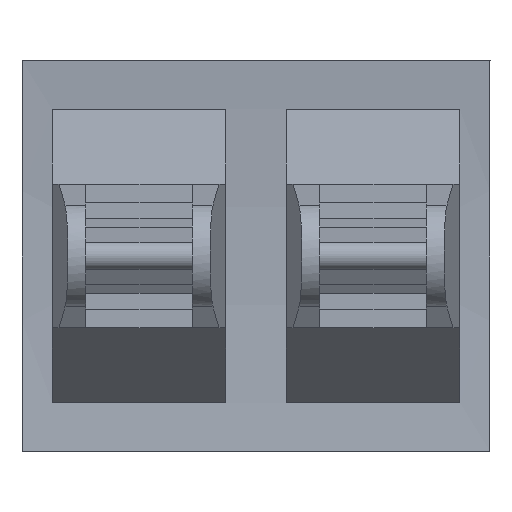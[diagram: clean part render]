
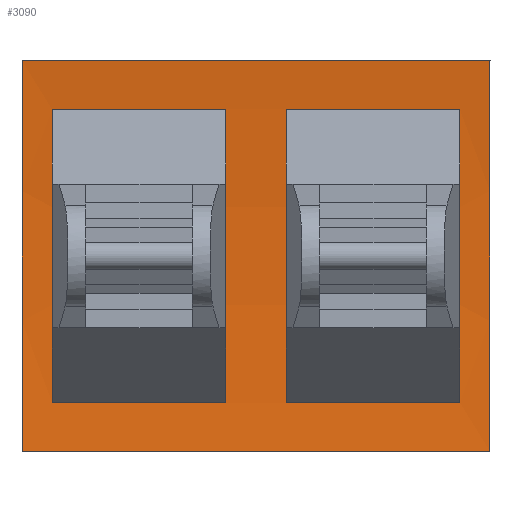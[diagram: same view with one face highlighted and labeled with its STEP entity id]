
A CAD part, front view. The second image highlights one B-rep face of the part: STEP entity #3090.
In plain terms, the highlighted cylindrical face has radius 77.2 mm (diameter 154.4 mm), a partial arc.
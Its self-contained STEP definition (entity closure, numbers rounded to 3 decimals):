
#1610=CARTESIAN_POINT('',(-40.546,32.604,
-176.66));
#1620=VERTEX_POINT('',#1610);
#1650=CARTESIAN_POINT('',(-35.441,109.635,
-176.66));
#1660=DIRECTION('',(0.,0.,-1.));
#1670=DIRECTION('',(1.,0.,0.));
#1680=AXIS2_PLACEMENT_3D('',#1650,#1660,#1670);
#1690=CIRCLE('',#1680,77.2);
#1700=CARTESIAN_POINT('',(-30.336,32.604,
-176.66));
#1710=VERTEX_POINT('',#1700);
#1720=EDGE_CURVE('',#1710,#1620,#1690,.T.);
#2060=CARTESIAN_POINT('',(-35.441,109.635,
-177.71));
#2070=DIRECTION('',(0.,0.,-1.));
#2080=DIRECTION('',(1.,0.,0.));
#2090=AXIS2_PLACEMENT_3D('',#2060,#2070,#2080);
#2100=CYLINDRICAL_SURFACE('',#2090,77.2);
#2110=CARTESIAN_POINT('',(-40.546,32.604,
-177.71));
#2120=DIRECTION('',(0.,0.,-1.));
#2130=VECTOR('',#2120,1.);
#2140=LINE('',#2110,#2130);
#2150=CARTESIAN_POINT('',(-40.546,32.604,
-170.61));
#2160=VERTEX_POINT('',#2150);
#2170=EDGE_CURVE('',#2160,#1620,#2140,.T.);
#2180=ORIENTED_EDGE('',*,*,#2170,.T.);
#2190=CARTESIAN_POINT('',(-35.441,109.635,
-170.61));
#2200=DIRECTION('',(0.,0.,-1.));
#2210=DIRECTION('',(1.,0.,0.));
#2220=AXIS2_PLACEMENT_3D('',#2190,#2200,#2210);
#2230=CIRCLE('',#2220,77.2);
#2240=CARTESIAN_POINT('',(-30.336,32.604,
-170.61));
#2250=VERTEX_POINT('',#2240);
#2260=EDGE_CURVE('',#2250,#2160,#2230,.T.);
#2270=ORIENTED_EDGE('',*,*,#2260,.T.);
#2280=CARTESIAN_POINT('',(-30.336,32.604,
-177.71));
#2290=DIRECTION('',(0.,0.,-1.));
#2300=VECTOR('',#2290,1.);
#2310=LINE('',#2280,#2300);
#2320=EDGE_CURVE('',#2250,#1710,#2310,.T.);
#2330=ORIENTED_EDGE('',*,*,#2320,.F.);
#2340=ORIENTED_EDGE('',*,*,#1720,.F.);
#2350=EDGE_LOOP('',(#2340,#2330,#2270,#2180));
#2360=FACE_BOUND('',#2350,.T.);
#2370=CARTESIAN_POINT('',(-42.241,32.735,
-177.71));
#2380=DIRECTION('',(0.,0.,-1.));
#2390=VECTOR('',#2380,1.);
#2400=LINE('',#2370,#2390);
#2410=CARTESIAN_POINT('',(-42.241,32.735,
-169.56));
#2420=VERTEX_POINT('',#2410);
#2430=CARTESIAN_POINT('',(-42.241,32.735,
-185.86));
#2440=VERTEX_POINT('',#2430);
#2450=EDGE_CURVE('',#2420,#2440,#2400,.T.);
#2460=ORIENTED_EDGE('',*,*,#2450,.F.);
#2470=CARTESIAN_POINT('',(-35.441,109.635,
-185.86));
#2480=DIRECTION('',(0.,0.,-1.));
#2490=DIRECTION('',(1.,0.,0.));
#2500=AXIS2_PLACEMENT_3D('',#2470,#2480,#2490);
#2510=CIRCLE('',#2500,77.2);
#2520=CARTESIAN_POINT('',(-28.641,32.735,
-185.86));
#2530=VERTEX_POINT('',#2520);
#2540=EDGE_CURVE('',#2530,#2440,#2510,.T.);
#2550=ORIENTED_EDGE('',*,*,#2540,.T.);
#2560=CARTESIAN_POINT('',(-28.641,32.735,
-177.71));
#2570=DIRECTION('',(0.,0.,-1.));
#2580=VECTOR('',#2570,1.);
#2590=LINE('',#2560,#2580);
#2600=CARTESIAN_POINT('',(-28.641,32.735,
-169.56));
#2610=VERTEX_POINT('',#2600);
#2620=EDGE_CURVE('',#2610,#2530,#2590,.T.);
#2630=ORIENTED_EDGE('',*,*,#2620,.T.);
#2640=CARTESIAN_POINT('',(-35.441,109.635,
-169.56));
#2650=DIRECTION('',(0.,0.,-1.));
#2660=DIRECTION('',(1.,0.,0.));
#2670=AXIS2_PLACEMENT_3D('',#2640,#2650,#2660);
#2680=CIRCLE('',#2670,77.2);
#2690=EDGE_CURVE('',#2610,#2420,#2680,.T.);
#2700=ORIENTED_EDGE('',*,*,#2690,.F.);
#2710=EDGE_LOOP('',(#2700,#2630,#2550,#2460));
#2720=FACE_OUTER_BOUND('',#2710,.T.);
#2730=CARTESIAN_POINT('',(-40.546,32.604,
-185.86));
#2740=DIRECTION('',(0.,0.,-1.));
#2750=VECTOR('',#2740,1.);
#2760=LINE('',#2730,#2750);
#2770=CARTESIAN_POINT('',(-40.546,32.604,
-178.76));
#2780=VERTEX_POINT('',#2770);
#2790=CARTESIAN_POINT('',(-40.546,32.604,
-184.81));
#2800=VERTEX_POINT('',#2790);
#2810=EDGE_CURVE('',#2780,#2800,#2760,.T.);
#2820=ORIENTED_EDGE('',*,*,#2810,.T.);
#2830=CARTESIAN_POINT('',(-35.441,109.635,
-178.76));
#2840=DIRECTION('',(0.,0.,-1.));
#2850=DIRECTION('',(1.,0.,0.));
#2860=AXIS2_PLACEMENT_3D('',#2830,#2840,#2850);
#2870=CIRCLE('',#2860,77.2);
#2880=CARTESIAN_POINT('',(-30.336,32.604,
-178.76));
#2890=VERTEX_POINT('',#2880);
#2900=EDGE_CURVE('',#2890,#2780,#2870,.T.);
#2910=ORIENTED_EDGE('',*,*,#2900,.T.);
#2920=CARTESIAN_POINT('',(-30.336,32.604,
-185.86));
#2930=DIRECTION('',(0.,0.,-1.));
#2940=VECTOR('',#2930,1.);
#2950=LINE('',#2920,#2940);
#2960=CARTESIAN_POINT('',(-30.336,32.604,
-184.81));
#2970=VERTEX_POINT('',#2960);
#2980=EDGE_CURVE('',#2890,#2970,#2950,.T.);
#2990=ORIENTED_EDGE('',*,*,#2980,.F.);
#3000=CARTESIAN_POINT('',(-35.441,109.635,
-184.81));
#3010=DIRECTION('',(0.,0.,-1.));
#3020=DIRECTION('',(1.,0.,0.));
#3030=AXIS2_PLACEMENT_3D('',#3000,#3010,#3020);
#3040=CIRCLE('',#3030,77.2);
#3050=EDGE_CURVE('',#2970,#2800,#3040,.T.);
#3060=ORIENTED_EDGE('',*,*,#3050,.F.);
#3070=EDGE_LOOP('',(#3060,#2990,#2910,#2820));
#3080=FACE_BOUND('',#3070,.T.);
#3090=ADVANCED_FACE('',(#2360,#2720,#3080),#2100,.F.);
